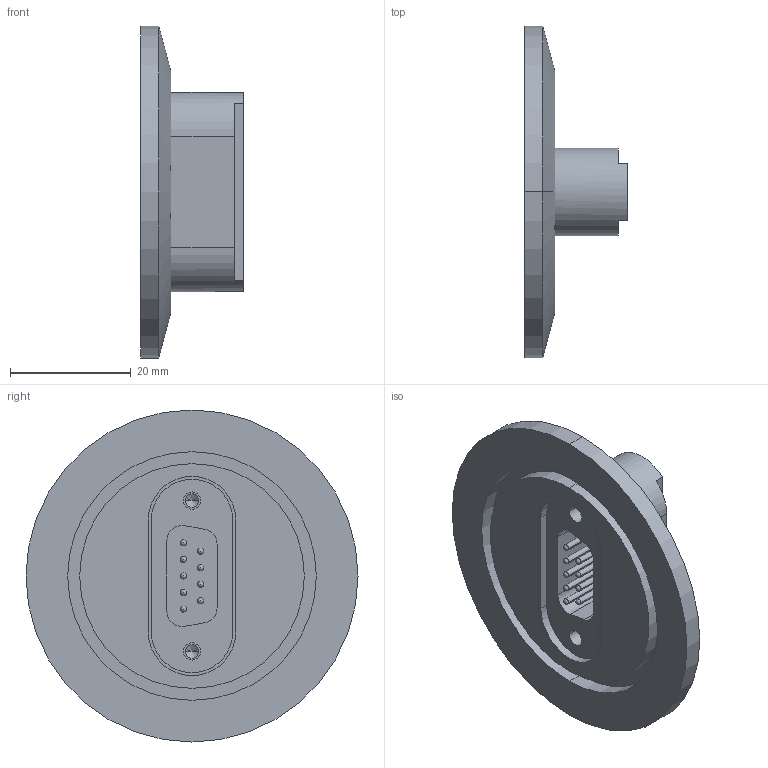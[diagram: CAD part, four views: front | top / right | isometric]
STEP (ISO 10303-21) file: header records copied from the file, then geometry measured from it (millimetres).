
FILE_DESCRIPTION (( 'STEP AP214' ), '1' );
FILE_NAME ('210-D09-K40.STEP', '2014-12-18T07:04:21', ( 'allectra' ), ( 'Microsoft' ), 'SwSTEP 2.0', 'SolidWorks 2014', '' );
FILE_SCHEMA (( 'AUTOMOTIVE_DESIGN' ));
Length unit declared in the file: millimetre
Products named in the file (5): 9218-D9-37-SS_9 pin 1mm; 218-D9-37-SS_218-D09-SS; 210-D09-K40; 9210 D09-K40_DN40 KF; 9210-PIN-FENI_Pin vergoldet
Assembly tree (12 placements, depth 3):
  210-D09-K40
    9210 D09-K40_DN40 KF
    218-D9-37-SS_218-D09-SS
      9218-D9-37-SS_9 pin 1mm
      9210-PIN-FENI_Pin vergoldet  x9
Bounding box: 17 x 55 x 55 mm (x, y, z)
Volume: 12847.2 mm3; surface area: 9125.8 mm2
Topology: 11 solids, 11 shells, 132 faces, 347 edges, 224 vertices
Faces by surface type: cylinder 73, plane 31, sphere 18, cone 10
Entity records: 3217 total; most frequent: DIRECTION 589, CARTESIAN_POINT 509, ORIENTED_EDGE 474, EDGE_CURVE 237, AXIS2_PLACEMENT_3D 236, VERTEX_POINT 156, EDGE_LOOP 133, CIRCLE 120
